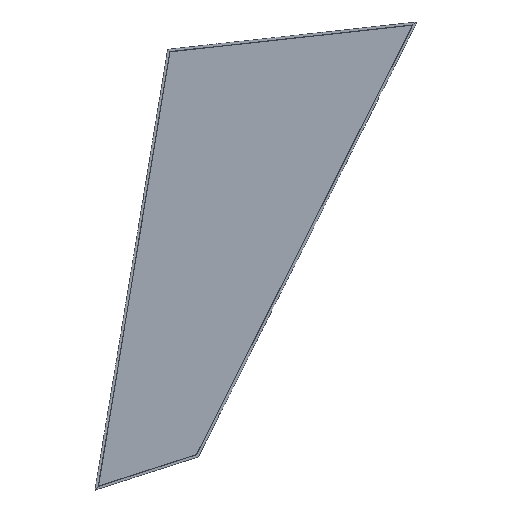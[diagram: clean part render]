
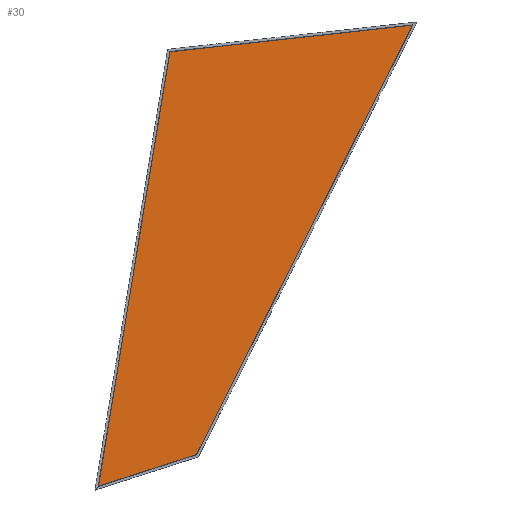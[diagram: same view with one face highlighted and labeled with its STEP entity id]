
A CAD part, front view. The second image highlights one B-rep face of the part: STEP entity #30.
In plain terms, the highlighted planar face has unit normal (0, -1, 0).
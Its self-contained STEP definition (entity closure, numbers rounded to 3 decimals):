
#11=PLANE($,#388);
#30=ADVANCED_FACE($,(#44),#11,.T.);
#44=FACE_OUTER_BOUND($,#58,.T.);
#58=EDGE_LOOP($,(#136,#137,#138,#139));
#136=ORIENTED_EDGE($,*,*,#196,.T.);
#137=ORIENTED_EDGE($,*,*,#201,.T.);
#138=ORIENTED_EDGE($,*,*,#200,.T.);
#139=ORIENTED_EDGE($,*,*,#199,.T.);
#196=EDGE_CURVE($,#236,#240,#288,.T.);
#199=EDGE_CURVE($,#238,#236,#291,.T.);
#200=EDGE_CURVE($,#239,#238,#292,.T.);
#201=EDGE_CURVE($,#240,#239,#293,.T.);
#236=VERTEX_POINT($,#1706);
#238=VERTEX_POINT($,#1708);
#239=VERTEX_POINT($,#1709);
#240=VERTEX_POINT($,#1710);
#288=B_SPLINE_CURVE_WITH_KNOTS($,1,(#1676,#1677),.UNSPECIFIED.,.F.,.F.,(2,
2),(0.,266.803),.UNSPECIFIED.);
#291=B_SPLINE_CURVE_WITH_KNOTS($,1,(#1682,#1683),.UNSPECIFIED.,.F.,.F.,(2,
2),(2142.857,3282.996),.UNSPECIFIED.);
#292=B_SPLINE_CURVE_WITH_KNOTS($,1,(#1684,#1685),.UNSPECIFIED.,.F.,.F.,(2,
2),(1511.557,2142.857),.UNSPECIFIED.);
#293=B_SPLINE_CURVE_WITH_KNOTS($,1,(#1686,#1687),.UNSPECIFIED.,.F.,.F.,(2,
2),(266.803,1511.557),.UNSPECIFIED.);
#388=AXIS2_PLACEMENT_3D($,#1700,#397,$);
#397=DIRECTION($,(0.,-1.,0.));
#1676=CARTESIAN_POINT($,(785.958,-543.952,118.559));
#1677=CARTESIAN_POINT($,(1039.958,-543.952,200.215));
#1682=CARTESIAN_POINT($,(971.552,-543.952,1243.49));
#1683=CARTESIAN_POINT($,(785.958,-543.952,118.559));
#1684=CARTESIAN_POINT($,(1599.088,-543.952,1312.324));
#1685=CARTESIAN_POINT($,(971.552,-543.952,1243.49));
#1686=CARTESIAN_POINT($,(1039.958,-543.952,200.215));
#1687=CARTESIAN_POINT($,(1599.088,-543.952,1312.324));
#1700=CARTESIAN_POINT($,(955.937,-543.952,33.098));
#1706=CARTESIAN_POINT($,(785.958,-543.952,118.559));
#1708=CARTESIAN_POINT($,(971.552,-543.952,1243.49));
#1709=CARTESIAN_POINT($,(1599.088,-543.952,1312.324));
#1710=CARTESIAN_POINT($,(1039.958,-543.952,200.215));
